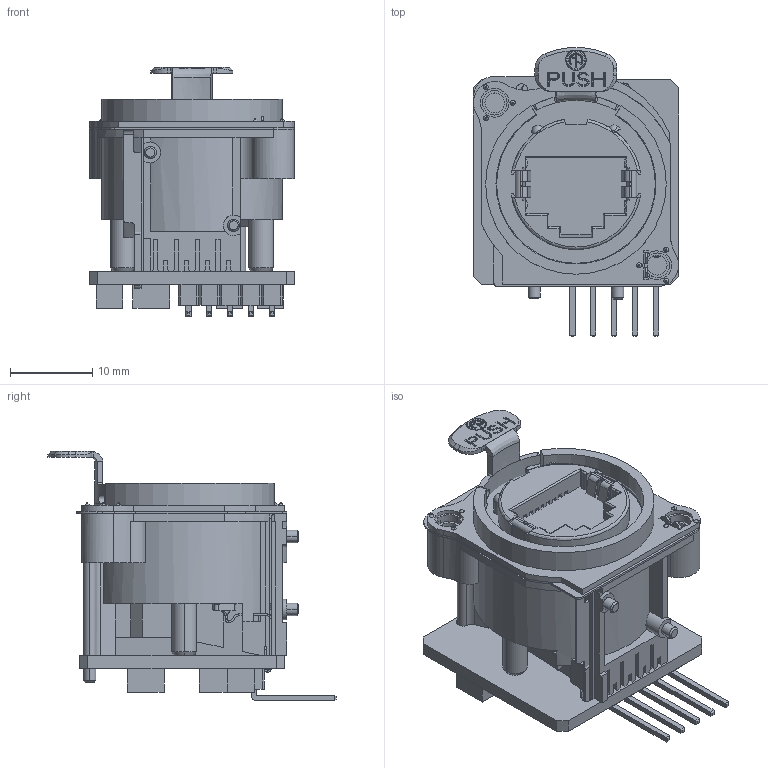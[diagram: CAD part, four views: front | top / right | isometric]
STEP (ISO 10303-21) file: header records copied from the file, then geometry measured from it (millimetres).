
FILE_DESCRIPTION((''),'2;1');
FILE_NAME('NE8FBH-M-MB','2022-06-09T11:32:01',('phk'),(''),'CREO PARAMETRIC BY PTC INC, 2021184','CREO PARAMETRIC BY PTC INC, 2021184','');
FILE_SCHEMA(('CONFIG_CONTROL_DESIGN'));
Length unit declared in the file: millimetre
Products named in the file (1): NE8FBH-M-MB
Bounding box: 25.01 x 35.13 x 30.35 mm (x, y, z)
Volume: 8779.3 mm3; surface area: 8145.7 mm2
Topology: 13 solids, 13 shells, 1595 faces, 4106 edges, 2551 vertices
Faces by surface type: plane 1118, cylinder 323, cone 68, bspline 59, sphere 15, torus 12
Entity records: 50277 total; most frequent: CARTESIAN_POINT 11692, ORIENTED_EDGE 8172, DIRECTION 7697, EDGE_CURVE 4086, VECTOR 3043, LINE 3043, VERTEX_POINT 2551, AXIS2_PLACEMENT_3D 2327
